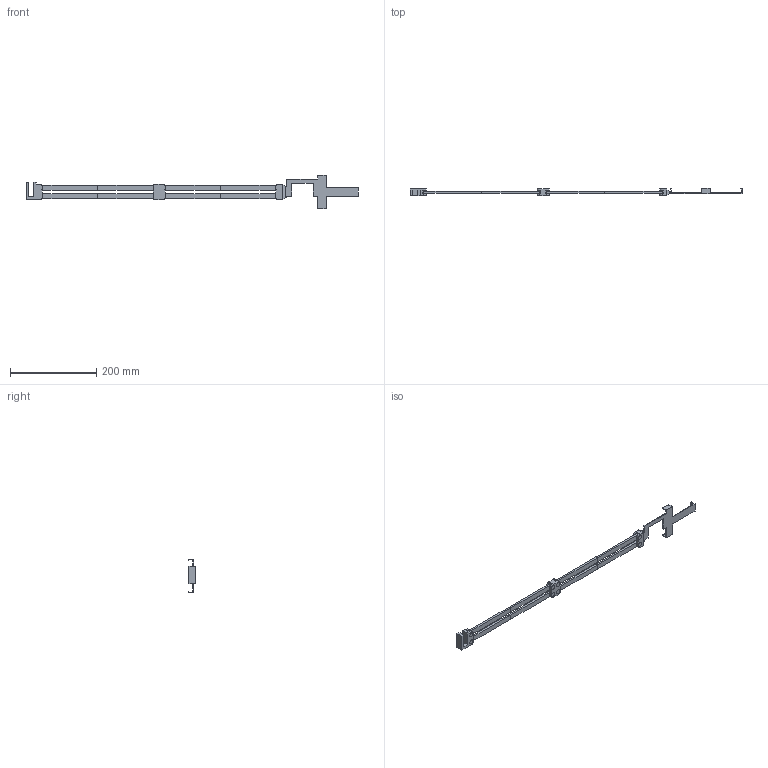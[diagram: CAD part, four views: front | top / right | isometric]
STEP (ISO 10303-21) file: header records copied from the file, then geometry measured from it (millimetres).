
FILE_DESCRIPTION(/* description */ (''),/* implementation_level */ '2;1');
FILE_NAME(/* name */ 'holder.step',/* time_stamp */ '2026-01-18T16:57:51+01:00',/* author */ (''),/* organization */ (''),/* preprocessor_version */ 'ST-DEVELOPER v20.1',/* originating_system */ 'Autodesk Translation Framework v14.21.0.0',/* authorisation */ '');
FILE_SCHEMA (('AUTOMOTIVE_DESIGN { 1 0 10303 214 3 1 1 }'));
Length unit declared in the file: millimetre
Products named in the file (19): arm; Component1; Component2; Body5; Component4; Component5; Component6; Body5 (1); Component8; Component9; Component10; Component11; Component12; Component13; Component14; Body5 (2); Component16; Component17; Component18
Assembly tree (18 placements, depth 2):
  arm
    Component1
    Component2
    Body5
    Component4
    Component5
    Component6
    Body5 (1)
    Component8
    Component9
    Component10
    Component11
    Component12
    Component13
    Component14
    Body5 (2)
    Component16
    Component17
    Component18
Bounding box: 768.5 x 17.4 x 78.4 mm (x, y, z)
Volume: 110120.2 mm3; surface area: 72587.7 mm2
Topology: 19 solids, 19 shells, 302 faces, 719 edges, 474 vertices
Faces by surface type: plane 223, cylinder 75, cone 4
Full cylindrical faces by diameter (mm): 0.7 x1, 0.9 x1, 2.7 x1, 9.6 x8, 10 x16, 10.4 x8
Entity records: 9362 total; most frequent: DIRECTION 1550, CARTESIAN_POINT 1532, ORIENTED_EDGE 1438, EDGE_CURVE 719, LINE 566, VECTOR 566, AXIS2_PLACEMENT_3D 492, VERTEX_POINT 474
